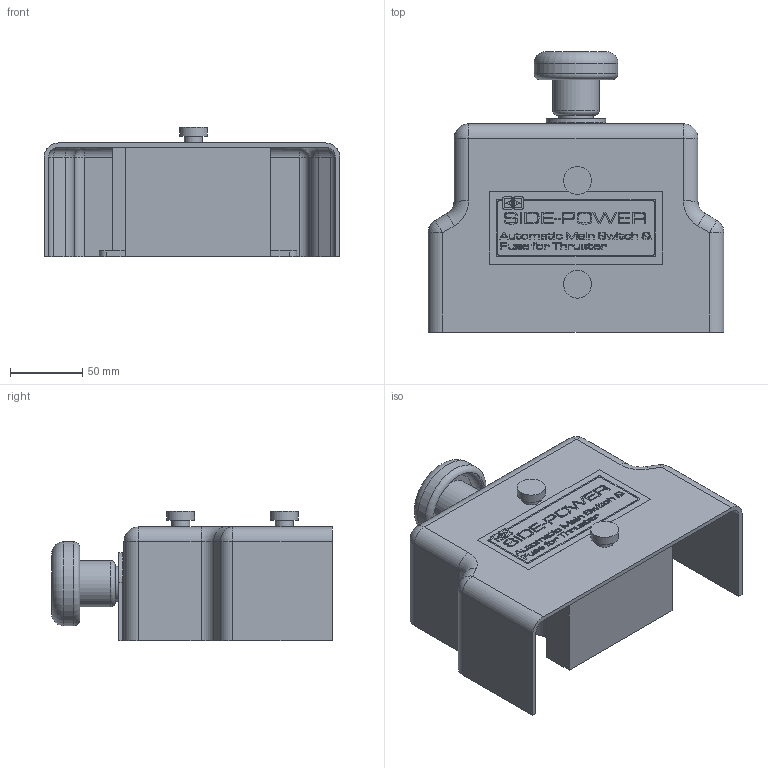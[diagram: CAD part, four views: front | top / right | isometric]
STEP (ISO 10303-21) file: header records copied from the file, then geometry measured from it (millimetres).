
FILE_DESCRIPTION(/* description */ (''),/* implementation_level */ '2;1');
FILE_NAME(/* name */ 'Sidepower Main Switch.stp',/* time_stamp */ '2015-11-05T07:46:18+01:00',/* author */ ('elvira'),/* organization */ (''),/* preprocessor_version */ 'ST-DEVELOPER v15.6',/* originating_system */ 'Autodesk Inventor 2015',/* authorisation */ '');
FILE_SCHEMA (('AUTOMOTIVE_DESIGN { 1 0 10303 214 3 1 1 }'));
Length unit declared in the file: millimetre
Products named in the file (1): Automatic Main Switch
Bounding box: 205 x 194.3 x 89.57 mm (x, y, z)
Volume: 1113755.4 mm3; surface area: 172871.9 mm2
Topology: 1 solids, 1 shells, 888 faces, 2396 edges, 1584 vertices
Faces by surface type: plane 580, bspline 225, cylinder 65, torus 10, sphere 8
Full cylindrical faces by diameter (mm): 6.6 x2, 12.61 x2, 19.3 x2, 24.2 x1, 32 x1, 50.2 x1, 58.2 x1
Entity records: 31086 total; most frequent: CARTESIAN_POINT 9281, ORIENTED_EDGE 4762, DIRECTION 3402, EDGE_CURVE 2381, LINE 1788, VECTOR 1788, VERTEX_POINT 1583, EDGE_LOOP 980
